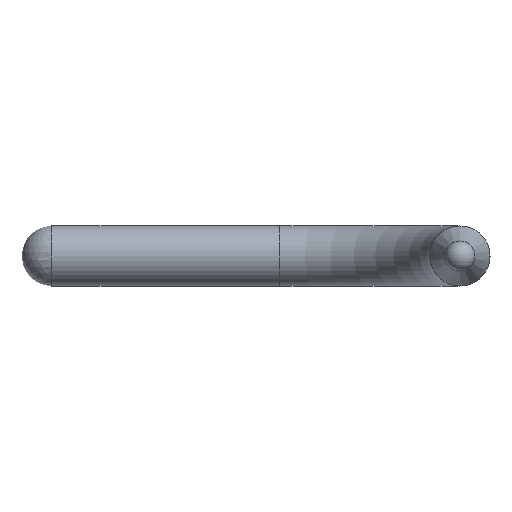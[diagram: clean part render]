
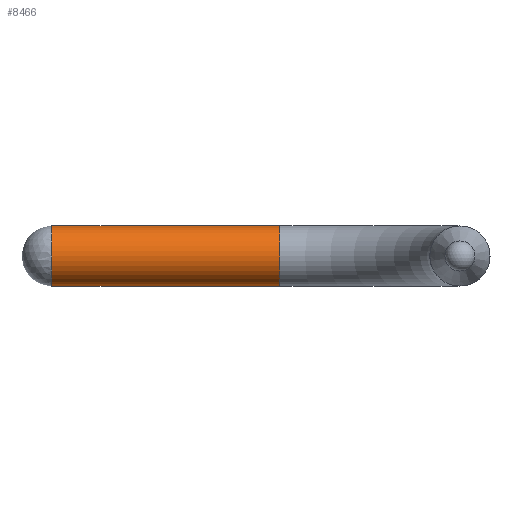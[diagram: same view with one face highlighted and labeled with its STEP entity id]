
A CAD part, left-side view. The second image highlights one B-rep face of the part: STEP entity #8466.
In plain terms, the highlighted cylindrical face has radius 2.5 mm (diameter 5 mm), a full revolution.
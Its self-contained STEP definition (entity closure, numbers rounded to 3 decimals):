
#280 = DIRECTION ( 'NONE',  ( 1., 0., 0. ) ) ;
#337 = CARTESIAN_POINT ( 'NONE',  ( 60., 18.22, 0. ) ) ;
#751 = CIRCLE ( 'NONE', #10388, 2.5 ) ;
#1095 = EDGE_CURVE ( 'NONE', #3441, #3441, #751, .T. ) ;
#1152 = AXIS2_PLACEMENT_3D ( 'NONE', #3745, #7327, #1967 ) ;
#1727 = CIRCLE ( 'NONE', #1152, 2.5 ) ;
#1803 = DIRECTION ( 'NONE',  ( 1., 0., 0. ) ) ;
#1967 = DIRECTION ( 'NONE',  ( 1., 0., 0. ) ) ;
#2437 = ORIENTED_EDGE ( 'NONE', *, *, #6948, .F. ) ;
#2712 = EDGE_LOOP ( 'NONE', ( #2437 ) ) ;
#3019 = CYLINDRICAL_SURFACE ( 'NONE', #5502, 2.5 ) ;
#3441 = VERTEX_POINT ( 'NONE', #3496 ) ;
#3496 = CARTESIAN_POINT ( 'NONE',  ( 62.5, 15.72, 0. ) ) ;
#3524 = DIRECTION ( 'NONE',  ( 0., -1., 0. ) ) ;
#3745 = CARTESIAN_POINT ( 'NONE',  ( 60., -3.22, 0. ) ) ;
#3901 = FACE_OUTER_BOUND ( 'NONE', #10441, .T. ) ;
#4195 = ORIENTED_EDGE ( 'NONE', *, *, #1095, .T. ) ;
#4782 = DIRECTION ( 'NONE',  ( 0., -1., 0. ) ) ;
#5377 = CARTESIAN_POINT ( 'NONE',  ( 62.5, -3.22, 0. ) ) ;
#5502 = AXIS2_PLACEMENT_3D ( 'NONE', #337, #4782, #280 ) ;
#6948 = EDGE_CURVE ( 'NONE', #8024, #8024, #1727, .T. ) ;
#6990 = CARTESIAN_POINT ( 'NONE',  ( 60., 15.72, 0. ) ) ;
#7327 = DIRECTION ( 'NONE',  ( 0., -1., 0. ) ) ;
#8024 = VERTEX_POINT ( 'NONE', #5377 ) ;
#8466 = ADVANCED_FACE ( 'NONE', ( #3901, #11171 ), #3019, .T. ) ;
#10388 = AXIS2_PLACEMENT_3D ( 'NONE', #6990, #3524, #1803 ) ;
#10441 = EDGE_LOOP ( 'NONE', ( #4195 ) ) ;
#11171 = FACE_OUTER_BOUND ( 'NONE', #2712, .T. ) ;
